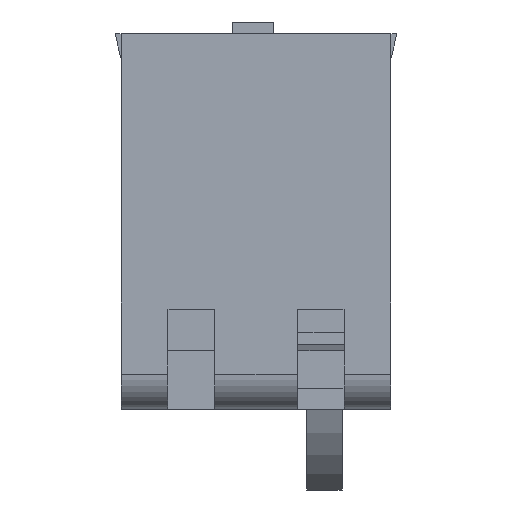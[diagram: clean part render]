
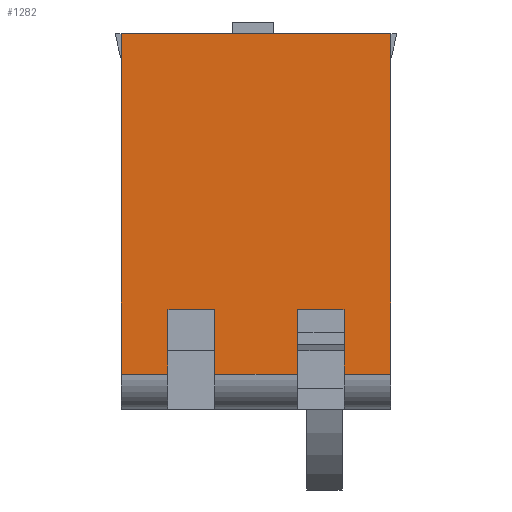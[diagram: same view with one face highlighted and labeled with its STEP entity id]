
A CAD part, front view. The second image highlights one B-rep face of the part: STEP entity #1282.
In plain terms, the highlighted planar face has unit normal (0, -1, 0).
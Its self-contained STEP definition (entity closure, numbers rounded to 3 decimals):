
#10 = VERTEX_POINT ( 'NONE', #386 ) ;
#11 = VERTEX_POINT ( 'NONE', #387 ) ;
#15 = VERTEX_POINT ( 'NONE', #391 ) ;
#16 = VERTEX_POINT ( 'NONE', #392 ) ;
#100 = VERTEX_POINT ( 'NONE', #476 ) ;
#101 = VERTEX_POINT ( 'NONE', #477 ) ;
#102 = VERTEX_POINT ( 'NONE', #478 ) ;
#103 = VERTEX_POINT ( 'NONE', #479 ) ;
#161 = VERTEX_POINT ( 'NONE', #537 ) ;
#162 = VERTEX_POINT ( 'NONE', #538 ) ;
#192 = VERTEX_POINT ( 'NONE', #568 ) ;
#193 = VERTEX_POINT ( 'NONE', #569 ) ;
#386 = CARTESIAN_POINT ( 'NONE',  ( 19., 0., 3. ) ) ;
#387 = CARTESIAN_POINT ( 'NONE',  ( 19., 0., 8.5 ) ) ;
#391 = CARTESIAN_POINT ( 'NONE',  ( 15., 0., 8.5 ) ) ;
#392 = CARTESIAN_POINT ( 'NONE',  ( 15., 0., 3. ) ) ;
#476 = CARTESIAN_POINT ( 'NONE',  ( 4., 0., 3. ) ) ;
#477 = CARTESIAN_POINT ( 'NONE',  ( 4., 0., 8.5 ) ) ;
#478 = CARTESIAN_POINT ( 'NONE',  ( 8., 0., 8.5 ) ) ;
#479 = CARTESIAN_POINT ( 'NONE',  ( 8., 0., 3. ) ) ;
#537 = CARTESIAN_POINT ( 'NONE',  ( 0., 0., 3. ) ) ;
#538 = CARTESIAN_POINT ( 'NONE',  ( 0., 0., 32. ) ) ;
#568 = CARTESIAN_POINT ( 'NONE',  ( 23., 0., 32. ) ) ;
#569 = CARTESIAN_POINT ( 'NONE',  ( 23., 0., 3. ) ) ;
#901 = CARTESIAN_POINT ( 'NONE',  ( 0., 0., 32. ) ) ;
#907 = PLANE ( 'NONE',  #3361 ) ;
#911 = DIRECTION ( 'NONE',  ( 0., 1., 0. ) ) ;
#912 = DIRECTION ( 'NONE',  ( 0., 0., 1. ) ) ;
#1282 = ADVANCED_FACE ( 'NONE', ( #3088 ), #907, .F. ) ;
#1495 = EDGE_CURVE ( 'NONE', #11, #10, #4796, .T. ) ;
#1511 = EDGE_CURVE ( 'NONE', #15, #16, #4832, .T. ) ;
#1514 = EDGE_CURVE ( 'NONE', #11, #15, #4846, .T. ) ;
#1698 = EDGE_LOOP ( 'NONE', ( #6454, #6453, #6452, #6451, #6450, #6449, #6448, #6447, #6446, #6445, #6444, #6443 ) ) ;
#2219 = EDGE_CURVE ( 'NONE', #162, #192, #4870, .T. ) ;
#2224 = EDGE_CURVE ( 'NONE', #161, #100, #4890, .T. ) ;
#2226 = EDGE_CURVE ( 'NONE', #101, #100, #4892, .T. ) ;
#2227 = EDGE_CURVE ( 'NONE', #102, #103, #4907, .T. ) ;
#2228 = EDGE_CURVE ( 'NONE', #102, #101, #4909, .T. ) ;
#2229 = EDGE_CURVE ( 'NONE', #103, #16, #4900, .T. ) ;
#2231 = EDGE_CURVE ( 'NONE', #10, #193, #4915, .T. ) ;
#2368 = EDGE_CURVE ( 'NONE', #162, #161, #5175, .T. ) ;
#2398 = EDGE_CURVE ( 'NONE', #192, #193, #5234, .T. ) ;
#3088 = FACE_OUTER_BOUND ( 'NONE', #1698, .T. ) ;
#3361 = AXIS2_PLACEMENT_3D ( 'NONE', #901, #911, #912 ) ;
#4157 = CARTESIAN_POINT ( 'NONE',  ( 19., 0., 8.5 ) ) ;
#4160 = DIRECTION ( 'NONE',  ( 0., 0., -1. ) ) ;
#4195 = CARTESIAN_POINT ( 'NONE',  ( 15., 0., 8.5 ) ) ;
#4196 = DIRECTION ( 'NONE',  ( 0., 0., -1. ) ) ;
#4201 = CARTESIAN_POINT ( 'NONE',  ( 19., 0., 8.5 ) ) ;
#4202 = DIRECTION ( 'NONE',  ( -1., 0., 0. ) ) ;
#4246 = CARTESIAN_POINT ( 'NONE',  ( 0., 0., 32. ) ) ;
#4249 = DIRECTION ( 'NONE',  ( 1., 0., 0. ) ) ;
#4256 = CARTESIAN_POINT ( 'NONE',  ( 4., 0., 3. ) ) ;
#4258 = CARTESIAN_POINT ( 'NONE',  ( 4., 0., 8.5 ) ) ;
#4259 = DIRECTION ( 'NONE',  ( 1., 0., 0. ) ) ;
#4262 = CARTESIAN_POINT ( 'NONE',  ( 15., 0., 3. ) ) ;
#4263 = DIRECTION ( 'NONE',  ( 0., 0., -1. ) ) ;
#4264 = CARTESIAN_POINT ( 'NONE',  ( 8., 0., 8.5 ) ) ;
#4265 = DIRECTION ( 'NONE',  ( 0., 0., -1. ) ) ;
#4266 = CARTESIAN_POINT ( 'NONE',  ( 8., 0., 8.5 ) ) ;
#4267 = DIRECTION ( 'NONE',  ( -1., 0., 0. ) ) ;
#4269 = DIRECTION ( 'NONE',  ( 1., 0., 0. ) ) ;
#4272 = CARTESIAN_POINT ( 'NONE',  ( 23., 0., 3. ) ) ;
#4273 = DIRECTION ( 'NONE',  ( 1., 0., 0. ) ) ;
#4559 = CARTESIAN_POINT ( 'NONE',  ( 0., 0., 32. ) ) ;
#4560 = DIRECTION ( 'NONE',  ( 0., 0., -1. ) ) ;
#4623 = CARTESIAN_POINT ( 'NONE',  ( 23., 0., 32. ) ) ;
#4624 = DIRECTION ( 'NONE',  ( 0., 0., -1. ) ) ;
#4796 = LINE ( 'NONE', #4157, #4811 ) ;
#4811 = VECTOR ( 'NONE', #4160, 1000. ) ;
#4825 = VECTOR ( 'NONE', #4196, 1000. ) ;
#4832 = LINE ( 'NONE', #4195, #4825 ) ;
#4846 = LINE ( 'NONE', #4201, #4847 ) ;
#4847 = VECTOR ( 'NONE', #4202, 1000. ) ;
#4870 = LINE ( 'NONE', #4246, #4891 ) ;
#4890 = LINE ( 'NONE', #4256, #4901 ) ;
#4891 = VECTOR ( 'NONE', #4249, 1000. ) ;
#4892 = LINE ( 'NONE', #4258, #4905 ) ;
#4900 = LINE ( 'NONE', #4262, #4911 ) ;
#4901 = VECTOR ( 'NONE', #4259, 1000. ) ;
#4905 = VECTOR ( 'NONE', #4263, 1000. ) ;
#4907 = LINE ( 'NONE', #4264, #4908 ) ;
#4908 = VECTOR ( 'NONE', #4265, 1000. ) ;
#4909 = LINE ( 'NONE', #4266, #4910 ) ;
#4910 = VECTOR ( 'NONE', #4267, 1000. ) ;
#4911 = VECTOR ( 'NONE', #4269, 1000. ) ;
#4915 = LINE ( 'NONE', #4272, #4916 ) ;
#4916 = VECTOR ( 'NONE', #4273, 1000. ) ;
#5165 = VECTOR ( 'NONE', #4560, 1000. ) ;
#5175 = LINE ( 'NONE', #4559, #5165 ) ;
#5234 = LINE ( 'NONE', #4623, #5235 ) ;
#5235 = VECTOR ( 'NONE', #4624, 1000. ) ;
#6443 = ORIENTED_EDGE ( 'NONE', *, *, #2219, .F. ) ;
#6444 = ORIENTED_EDGE ( 'NONE', *, *, #2398, .F. ) ;
#6445 = ORIENTED_EDGE ( 'NONE', *, *, #2231, .T. ) ;
#6446 = ORIENTED_EDGE ( 'NONE', *, *, #1495, .T. ) ;
#6447 = ORIENTED_EDGE ( 'NONE', *, *, #1514, .F. ) ;
#6448 = ORIENTED_EDGE ( 'NONE', *, *, #1511, .F. ) ;
#6449 = ORIENTED_EDGE ( 'NONE', *, *, #2229, .T. ) ;
#6450 = ORIENTED_EDGE ( 'NONE', *, *, #2227, .T. ) ;
#6451 = ORIENTED_EDGE ( 'NONE', *, *, #2228, .F. ) ;
#6452 = ORIENTED_EDGE ( 'NONE', *, *, #2226, .F. ) ;
#6453 = ORIENTED_EDGE ( 'NONE', *, *, #2224, .T. ) ;
#6454 = ORIENTED_EDGE ( 'NONE', *, *, #2368, .T. ) ;
